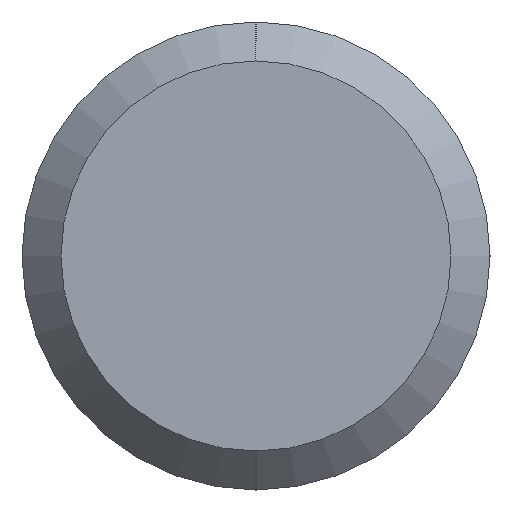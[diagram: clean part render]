
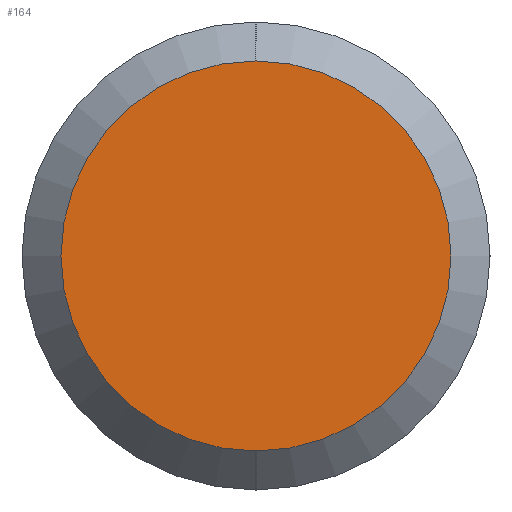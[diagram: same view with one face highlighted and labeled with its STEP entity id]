
A CAD part, front view. The second image highlights one B-rep face of the part: STEP entity #164.
In plain terms, the highlighted planar face has unit normal (0, -1, 0).
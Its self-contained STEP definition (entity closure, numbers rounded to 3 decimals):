
#13=PLANE('',#213);
#20=FACE_OUTER_BOUND('',#28,.T.);
#28=EDGE_LOOP('',(#135));
#63=CIRCLE('',#214,5.);
#83=VERTEX_POINT('',#313);
#109=EDGE_CURVE('',#83,#83,#63,.T.);
#135=ORIENTED_EDGE('',*,*,#109,.T.);
#164=ADVANCED_FACE('',(#20),#13,.T.);
#213=AXIS2_PLACEMENT_3D('',#312,#252,#253);
#214=AXIS2_PLACEMENT_3D('',#314,#254,#255);
#252=DIRECTION('center_axis',(0.,-1.,0.));
#253=DIRECTION('ref_axis',(0.,0.,-1.));
#254=DIRECTION('center_axis',(0.,-1.,0.));
#255=DIRECTION('ref_axis',(0.,0.,1.));
#312=CARTESIAN_POINT('Origin',(-5.06,0.,0.));
#313=CARTESIAN_POINT('',(0.,0.,-5.));
#314=CARTESIAN_POINT('Origin',(0.,0.,0.));
